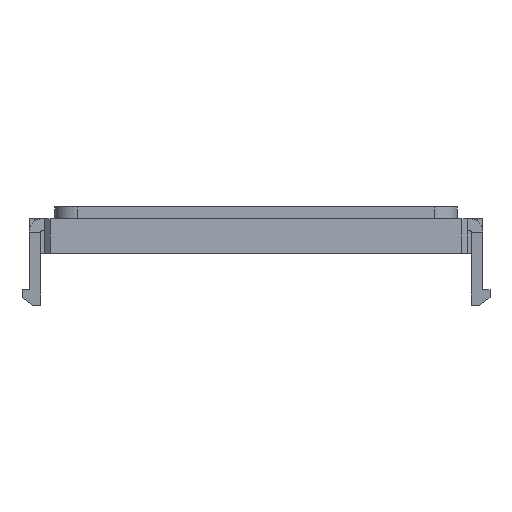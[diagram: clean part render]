
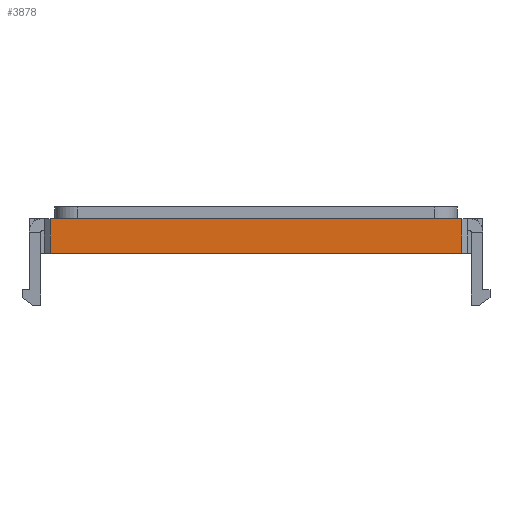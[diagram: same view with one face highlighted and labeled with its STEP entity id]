
A CAD part, left-side view. The second image highlights one B-rep face of the part: STEP entity #3878.
In plain terms, the highlighted planar face has unit normal (-1, 0, 0).
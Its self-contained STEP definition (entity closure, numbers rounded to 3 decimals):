
#3852 = VERTEX_POINT('',#3853);
#3853 = CARTESIAN_POINT('',(-23.55,-17.7,1.));
#3859 = EDGE_CURVE('',#3852,#3860,#3862,.T.);
#3860 = VERTEX_POINT('',#3861);
#3861 = CARTESIAN_POINT('',(-23.55,-17.7,-2.));
#3862 = LINE('',#3863,#3864);
#3863 = CARTESIAN_POINT('',(-23.55,-17.7,0.));
#3864 = VECTOR('',#3865,1.);
#3865 = DIRECTION('',(0.,0.,-1.));
#3878 = ADVANCED_FACE('',(#3879),#3904,.T.);
#3879 = FACE_BOUND('',#3880,.T.);
#3880 = EDGE_LOOP('',(#3881,#3889,#3897,#3903));
#3881 = ORIENTED_EDGE('',*,*,#3882,.F.);
#3882 = EDGE_CURVE('',#3883,#3852,#3885,.T.);
#3883 = VERTEX_POINT('',#3884);
#3884 = CARTESIAN_POINT('',(-23.55,17.7,1.));
#3885 = LINE('',#3886,#3887);
#3886 = CARTESIAN_POINT('',(-23.55,17.7,1.));
#3887 = VECTOR('',#3888,1.);
#3888 = DIRECTION('',(0.,-1.,0.));
#3889 = ORIENTED_EDGE('',*,*,#3890,.T.);
#3890 = EDGE_CURVE('',#3883,#3891,#3893,.T.);
#3891 = VERTEX_POINT('',#3892);
#3892 = CARTESIAN_POINT('',(-23.55,17.7,-2.));
#3893 = LINE('',#3894,#3895);
#3894 = CARTESIAN_POINT('',(-23.55,17.7,0.));
#3895 = VECTOR('',#3896,1.);
#3896 = DIRECTION('',(-0.,-0.,-1.));
#3897 = ORIENTED_EDGE('',*,*,#3898,.F.);
#3898 = EDGE_CURVE('',#3860,#3891,#3899,.T.);
#3899 = LINE('',#3900,#3901);
#3900 = CARTESIAN_POINT('',(-23.55,-17.7,-2.));
#3901 = VECTOR('',#3902,1.);
#3902 = DIRECTION('',(0.,1.,0.));
#3903 = ORIENTED_EDGE('',*,*,#3859,.F.);
#3904 = PLANE('',#3905);
#3905 = AXIS2_PLACEMENT_3D('',#3906,#3907,#3908);
#3906 = CARTESIAN_POINT('',(-23.55,0.,-0.5));
#3907 = DIRECTION('',(-1.,-0.,-0.));
#3908 = DIRECTION('',(0.,0.,-1.));
